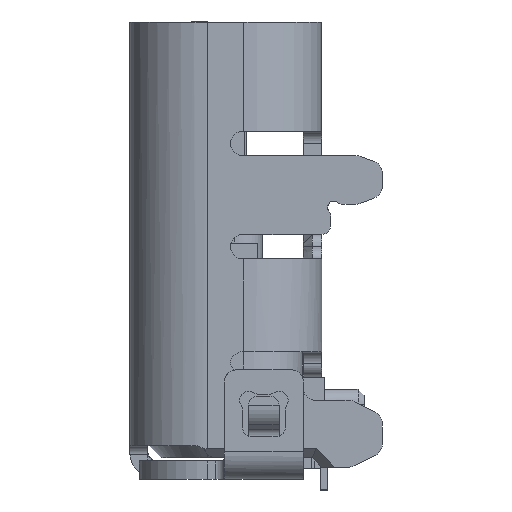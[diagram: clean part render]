
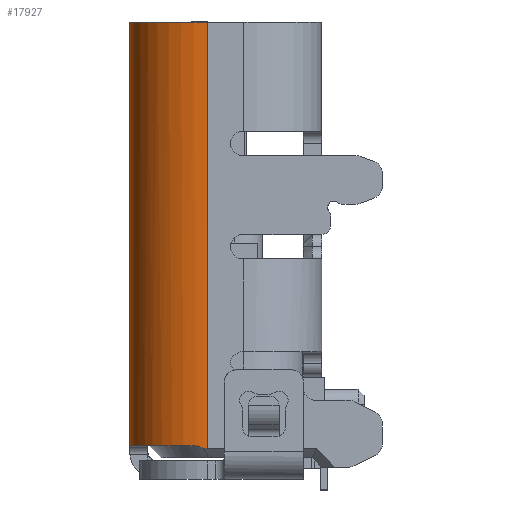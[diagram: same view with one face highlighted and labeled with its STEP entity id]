
A CAD part, left-side view. The second image highlights one B-rep face of the part: STEP entity #17927.
In plain terms, the highlighted cylindrical face has radius 1.28 mm (diameter 2.56 mm), a partial arc.
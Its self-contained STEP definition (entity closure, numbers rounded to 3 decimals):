
#805 = ORIENTED_EDGE ( 'NONE', *, *, #13571, .F. ) ;
#1137 = DIRECTION ( 'NONE',  ( 0., 0., 1. ) ) ;
#1515 = EDGE_CURVE ( 'NONE', #45026, #19714, #60998, .T. ) ;
#3010 = ORIENTED_EDGE ( 'NONE', *, *, #1515, .T. ) ;
#7674 = EDGE_LOOP ( 'NONE', ( #43556, #805, #53389, #3010, #12473, #57728 ) ) ;
#8766 = CARTESIAN_POINT ( 'NONE',  ( 11.365, 13.535, 11.569 ) ) ;
#10601 = DIRECTION ( 'NONE',  ( -1., 0., 0. ) ) ;
#11277 = EDGE_CURVE ( 'NONE', #19714, #41656, #56600, .T. ) ;
#12473 = ORIENTED_EDGE ( 'NONE', *, *, #11277, .T. ) ;
#13522 = CYLINDRICAL_SURFACE ( 'NONE', #64871, 1.28 ) ;
#13571 = EDGE_CURVE ( 'NONE', #26009, #21886, #60074, .T. ) ;
#14541 = VERTEX_POINT ( 'NONE', #19365 ) ;
#14956 = CARTESIAN_POINT ( 'NONE',  ( 11.314, 13.47, 12.847 ) ) ;
#17927 = ADVANCED_FACE ( 'NONE', ( #53811 ), #13522, .T. ) ;
#18189 = CARTESIAN_POINT ( 'NONE',  ( 11.314, 13.62, 11.575 ) ) ;
#18979 = EDGE_CURVE ( 'NONE', #14541, #21886, #48468, .T. ) ;
#19365 = CARTESIAN_POINT ( 'NONE',  ( 11.364, 13.47, 11.567 ) ) ;
#19714 = VERTEX_POINT ( 'NONE', #38904 ) ;
#20538 = CARTESIAN_POINT ( 'NONE',  ( 11.364, 13.491, 11.567 ) ) ;
#21886 = VERTEX_POINT ( 'NONE', #61355 ) ;
#22928 = DIRECTION ( 'NONE',  ( -1., 0., 0. ) ) ;
#23202 = CARTESIAN_POINT ( 'NONE',  ( 11.314, 13.67, 11.583 ) ) ;
#26009 = VERTEX_POINT ( 'NONE', #41663 ) ;
#28278 = DIRECTION ( 'NONE',  ( -1., 0., 0. ) ) ;
#30884 = VECTOR ( 'NONE', #60782, 1000. ) ;
#31994 = CARTESIAN_POINT ( 'NONE',  ( 4.334, 13.47, 12.847 ) ) ;
#32030 = DIRECTION ( 'NONE',  ( -1., 0., 0. ) ) ;
#35002 = VECTOR ( 'NONE', #32030, 1000. ) ;
#38655 = CARTESIAN_POINT ( 'NONE',  ( 11.332, 13.572, 11.571 ) ) ;
#38904 = CARTESIAN_POINT ( 'NONE',  ( 11.314, 13.67, 11.583 ) ) ;
#39790 = DIRECTION ( 'NONE',  ( 0., 0., 1. ) ) ;
#41656 = VERTEX_POINT ( 'NONE', #51725 ) ;
#41663 = CARTESIAN_POINT ( 'NONE',  ( 4.334, 14.75, 12.847 ) ) ;
#43556 = ORIENTED_EDGE ( 'NONE', *, *, #18979, .T. ) ;
#44059 = CARTESIAN_POINT ( 'NONE',  ( 11.664, 13.47, 12.847 ) ) ;
#44694 = CARTESIAN_POINT ( 'NONE',  ( 11.664, 14.75, 12.847 ) ) ;
#45026 = VERTEX_POINT ( 'NONE', #51188 ) ;
#48304 = EDGE_CURVE ( 'NONE', #45026, #26009, #65804, .T. ) ;
#48468 = LINE ( 'NONE', #57187, #35002 ) ;
#49497 = EDGE_CURVE ( 'NONE', #14541, #41656, #55911, .T. ) ;
#50417 = AXIS2_PLACEMENT_3D ( 'NONE', #31994, #28278, #1137 ) ;
#51188 = CARTESIAN_POINT ( 'NONE',  ( 11.314, 14.75, 12.847 ) ) ;
#51725 = CARTESIAN_POINT ( 'NONE',  ( 11.365, 13.535, 11.569 ) ) ;
#53389 = ORIENTED_EDGE ( 'NONE', *, *, #48304, .F. ) ;
#53811 = FACE_OUTER_BOUND ( 'NONE', #7674, .T. ) ;
#55911 =( BOUNDED_CURVE ( )  B_SPLINE_CURVE ( 3, ( #57095, #20538, #62450, #61797 ),
 .UNSPECIFIED., .F., .F. ) 
 B_SPLINE_CURVE_WITH_KNOTS ( ( 4, 4 ),
 ( 0., 0.051 ),
 .UNSPECIFIED. ) 
 CURVE ( )  GEOMETRIC_REPRESENTATION_ITEM ( )  RATIONAL_B_SPLINE_CURVE ( ( 1., 1., 1., 1. ) ) 
 REPRESENTATION_ITEM ( '' )  );
#56600 = B_SPLINE_CURVE_WITH_KNOTS ( 'NONE', 3,
 ( #23202, #18189, #38655, #8766 ),
 .UNSPECIFIED., .F., .F.,
 ( 4, 4 ),
 ( 0., 0. ),
 .UNSPECIFIED. ) ;
#57095 = CARTESIAN_POINT ( 'NONE',  ( 11.364, 13.47, 11.567 ) ) ;
#57187 = CARTESIAN_POINT ( 'NONE',  ( 11.664, 13.47, 11.567 ) ) ;
#57728 = ORIENTED_EDGE ( 'NONE', *, *, #49497, .F. ) ;
#57785 = AXIS2_PLACEMENT_3D ( 'NONE', #14956, #10601, #39790 ) ;
#59153 = DIRECTION ( 'NONE',  ( 0., 0., 1. ) ) ;
#60074 = CIRCLE ( 'NONE', #50417, 1.28 ) ;
#60782 = DIRECTION ( 'NONE',  ( -1., 0., 0. ) ) ;
#60998 = CIRCLE ( 'NONE', #57785, 1.28 ) ;
#61355 = CARTESIAN_POINT ( 'NONE',  ( 4.334, 13.47, 11.567 ) ) ;
#61797 = CARTESIAN_POINT ( 'NONE',  ( 11.365, 13.535, 11.569 ) ) ;
#62450 = CARTESIAN_POINT ( 'NONE',  ( 11.364, 13.513, 11.568 ) ) ;
#64871 = AXIS2_PLACEMENT_3D ( 'NONE', #44059, #22928, #59153 ) ;
#65804 = LINE ( 'NONE', #44694, #30884 ) ;
